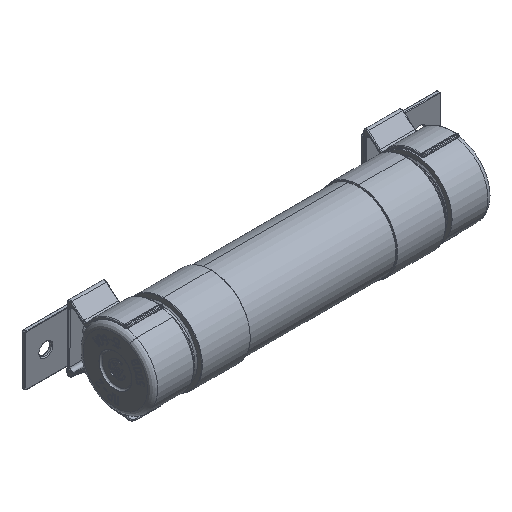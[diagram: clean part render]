
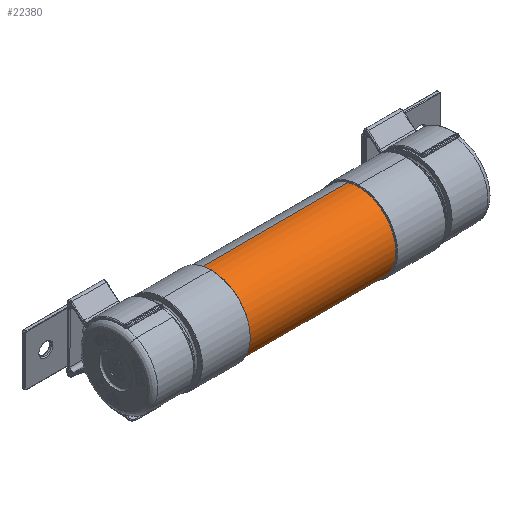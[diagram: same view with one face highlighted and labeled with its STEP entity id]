
A CAD part, isometric view. The second image highlights one B-rep face of the part: STEP entity #22380.
In plain terms, the highlighted free-form (B-spline) face has degree [2, 1] with [5, 2] control points.
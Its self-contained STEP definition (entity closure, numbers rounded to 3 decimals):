
#22345 = EDGE_CURVE('',#22346,#22348,#22350,.T.);
#22346 = VERTEX_POINT('',#22347);
#22347 = CARTESIAN_POINT('',(24.935,3.69,
    12.858));
#22348 = VERTEX_POINT('',#22349);
#22349 = CARTESIAN_POINT('',(24.935,-3.69,
    -12.858));
#22350 = ( BOUNDED_CURVE() B_SPLINE_CURVE(2,(#22351,#22352,#22353,#22354
,#22355),.UNSPECIFIED.,.F.,.F.) B_SPLINE_CURVE_WITH_KNOTS((3,2,3),(0.,
1.571,3.142),.PIECEWISE_BEZIER_KNOTS.) CURVE() 
GEOMETRIC_REPRESENTATION_ITEM() RATIONAL_B_SPLINE_CURVE((1.,
0.707,1.,0.707,1.)) REPRESENTATION_ITEM('') );
#22351 = CARTESIAN_POINT('',(24.935,3.69,
    12.858));
#22352 = CARTESIAN_POINT('',(24.935,-9.169,
    16.548));
#22353 = CARTESIAN_POINT('',(24.935,-12.858,
    3.69));
#22354 = CARTESIAN_POINT('',(24.935,-16.548,
    -9.169));
#22355 = CARTESIAN_POINT('',(24.935,-3.69,
    -12.858));
#22380 = ADVANCED_FACE('',(#22381),#22406,.F.);
#22381 = FACE_BOUND('',#22382,.F.);
#22382 = EDGE_LOOP('',(#22383,#22390,#22391,#22398));
#22383 = ORIENTED_EDGE('',*,*,#22384,.F.);
#22384 = EDGE_CURVE('',#22346,#22385,#22387,.T.);
#22385 = VERTEX_POINT('',#22386);
#22386 = CARTESIAN_POINT('',(-27.301,3.69,
    12.858));
#22387 = B_SPLINE_CURVE_WITH_KNOTS('',1,(#22388,#22389),.UNSPECIFIED.,
  .F.,.F.,(2,2),(0.,57.4),.PIECEWISE_BEZIER_KNOTS.);
#22388 = CARTESIAN_POINT('',(24.935,3.69,
    12.858));
#22389 = CARTESIAN_POINT('',(-27.301,3.69,
    12.858));
#22390 = ORIENTED_EDGE('',*,*,#22345,.T.);
#22391 = ORIENTED_EDGE('',*,*,#22392,.F.);
#22392 = EDGE_CURVE('',#22393,#22348,#22395,.T.);
#22393 = VERTEX_POINT('',#22394);
#22394 = CARTESIAN_POINT('',(-27.301,-3.69,
    -12.858));
#22395 = B_SPLINE_CURVE_WITH_KNOTS('',1,(#22396,#22397),.UNSPECIFIED.,
  .F.,.F.,(2,2),(0.,57.4),.PIECEWISE_BEZIER_KNOTS.);
#22396 = CARTESIAN_POINT('',(-27.301,-3.69,
    -12.858));
#22397 = CARTESIAN_POINT('',(24.935,-3.69,
    -12.858));
#22398 = ORIENTED_EDGE('',*,*,#22399,.F.);
#22399 = EDGE_CURVE('',#22385,#22393,#22400,.T.);
#22400 = ( BOUNDED_CURVE() B_SPLINE_CURVE(2,(#22401,#22402,#22403,#22404
,#22405),.UNSPECIFIED.,.F.,.F.) B_SPLINE_CURVE_WITH_KNOTS((3,2,3),(0.,
1.571,3.142),.PIECEWISE_BEZIER_KNOTS.) CURVE() 
GEOMETRIC_REPRESENTATION_ITEM() RATIONAL_B_SPLINE_CURVE((1.,
0.707,1.,0.707,1.)) REPRESENTATION_ITEM('') );
#22401 = CARTESIAN_POINT('',(-27.301,3.69,
    12.858));
#22402 = CARTESIAN_POINT('',(-27.301,-9.169,
    16.548));
#22403 = CARTESIAN_POINT('',(-27.301,-12.858,
    3.69));
#22404 = CARTESIAN_POINT('',(-27.301,-16.548,
    -9.169));
#22405 = CARTESIAN_POINT('',(-27.301,-3.69,
    -12.858));
#22406 = ( BOUNDED_SURFACE() B_SPLINE_SURFACE(2,1,(
    (#22407,#22408)
    ,(#22409,#22410)
    ,(#22411,#22412)
    ,(#22413,#22414)
    ,(#22415,#22416
)),.UNSPECIFIED.,.F.,.F.,.F.) B_SPLINE_SURFACE_WITH_KNOTS((3,2,3),(2,2),
  (3.142,4.712,6.283),(0.,57.4),
.PIECEWISE_BEZIER_KNOTS.) GEOMETRIC_REPRESENTATION_ITEM() 
RATIONAL_B_SPLINE_SURFACE((
    (1.,1.)
    ,(0.707,0.707)
    ,(1.,1.)
    ,(0.707,0.707)
,(1.,1.))) REPRESENTATION_ITEM('') SURFACE() );
#22407 = CARTESIAN_POINT('',(-27.301,-3.69,
    -12.858));
#22408 = CARTESIAN_POINT('',(24.935,-3.69,
    -12.858));
#22409 = CARTESIAN_POINT('',(-27.301,-16.548,
    -9.169));
#22410 = CARTESIAN_POINT('',(24.935,-16.548,
    -9.169));
#22411 = CARTESIAN_POINT('',(-27.301,-12.858,
    3.69));
#22412 = CARTESIAN_POINT('',(24.935,-12.858,
    3.69));
#22413 = CARTESIAN_POINT('',(-27.301,-9.169,
    16.548));
#22414 = CARTESIAN_POINT('',(24.935,-9.169,
    16.548));
#22415 = CARTESIAN_POINT('',(-27.301,3.69,
    12.858));
#22416 = CARTESIAN_POINT('',(24.935,3.69,
    12.858));
